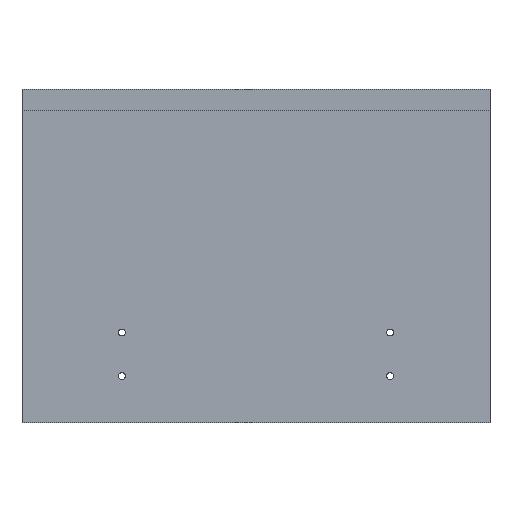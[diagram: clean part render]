
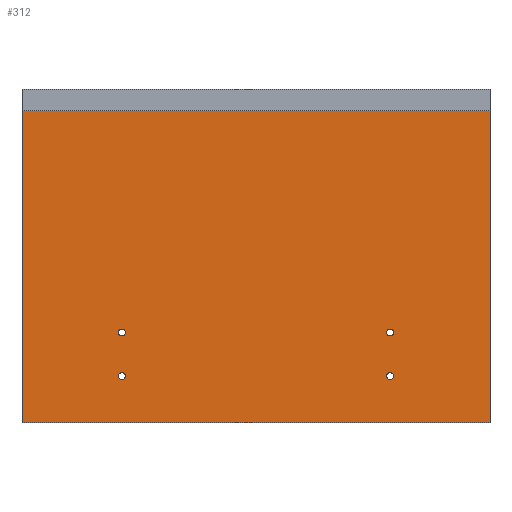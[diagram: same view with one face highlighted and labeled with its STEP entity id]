
A CAD part, front view. The second image highlights one B-rep face of the part: STEP entity #312.
In plain terms, the highlighted planar face has unit normal (0, -1, 0).
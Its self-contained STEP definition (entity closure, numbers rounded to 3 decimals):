
#1=CARTESIAN_POINT('',(43.,0.,-35.));
#2=DIRECTION('',(0.,-1.,0.));
#3=DIRECTION('',(1.,0.,0.));
#4=AXIS2_PLACEMENT_3D('',#1,#2,#3);
#6=CARTESIAN_POINT('',(43.,0.,-35.));
#7=DIRECTION('',(0.,-1.,0.));
#8=DIRECTION('',(-1.,0.,0.));
#9=AXIS2_PLACEMENT_3D('',#6,#7,#8);
#11=CARTESIAN_POINT('',(43.,0.,-21.));
#12=DIRECTION('',(0.,-1.,0.));
#13=DIRECTION('',(1.,0.,0.));
#14=AXIS2_PLACEMENT_3D('',#11,#12,#13);
#16=CARTESIAN_POINT('',(43.,0.,-21.));
#17=DIRECTION('',(0.,-1.,0.));
#18=DIRECTION('',(-1.,0.,0.));
#19=AXIS2_PLACEMENT_3D('',#16,#17,#18);
#21=CARTESIAN_POINT('',(-43.,0.,-35.));
#22=DIRECTION('',(0.,-1.,0.));
#23=DIRECTION('',(1.,0.,0.));
#24=AXIS2_PLACEMENT_3D('',#21,#22,#23);
#26=CARTESIAN_POINT('',(-43.,0.,-35.));
#27=DIRECTION('',(0.,-1.,0.));
#28=DIRECTION('',(-1.,0.,0.));
#29=AXIS2_PLACEMENT_3D('',#26,#27,#28);
#31=CARTESIAN_POINT('',(-43.,0.,-21.));
#32=DIRECTION('',(0.,-1.,0.));
#33=DIRECTION('',(1.,0.,0.));
#34=AXIS2_PLACEMENT_3D('',#31,#32,#33);
#36=CARTESIAN_POINT('',(-43.,0.,-21.));
#37=DIRECTION('',(0.,-1.,0.));
#38=DIRECTION('',(-1.,0.,0.));
#39=AXIS2_PLACEMENT_3D('',#36,#37,#38);
#41=DIRECTION('',(-1.,0.,0.));
#42=VECTOR('',#41,150.);
#43=CARTESIAN_POINT('',(75.,0.,-50.));
#44=LINE('',#43,#42);
#45=DIRECTION('',(1.,0.,0.));
#46=VECTOR('',#45,150.);
#47=CARTESIAN_POINT('',(-75.,0.,50.));
#48=LINE('',#47,#46);
#137=DIRECTION('',(0.,0.,-1.));
#138=VECTOR('',#137,100.);
#139=CARTESIAN_POINT('',(-75.,0.,50.));
#140=LINE('',#139,#138);
#193=DIRECTION('',(0.,0.,1.));
#194=VECTOR('',#193,100.);
#195=CARTESIAN_POINT('',(75.,0.,-50.));
#196=LINE('',#195,#194);
#209=CARTESIAN_POINT('',(44.1,0.,-35.));
#210=CARTESIAN_POINT('',(41.9,0.,-35.));
#211=VERTEX_POINT('',#209);
#212=VERTEX_POINT('',#210);
#213=CARTESIAN_POINT('',(44.1,0.,-21.));
#214=CARTESIAN_POINT('',(41.9,0.,-21.));
#215=VERTEX_POINT('',#213);
#216=VERTEX_POINT('',#214);
#217=CARTESIAN_POINT('',(-41.9,0.,-35.));
#218=CARTESIAN_POINT('',(-44.1,0.,-35.));
#219=VERTEX_POINT('',#217);
#220=VERTEX_POINT('',#218);
#221=CARTESIAN_POINT('',(-41.9,0.,-21.));
#222=CARTESIAN_POINT('',(-44.1,0.,-21.));
#223=VERTEX_POINT('',#221);
#224=VERTEX_POINT('',#222);
#225=CARTESIAN_POINT('',(75.,0.,-50.));
#226=CARTESIAN_POINT('',(-75.,0.,-50.));
#227=VERTEX_POINT('',#225);
#228=VERTEX_POINT('',#226);
#265=CARTESIAN_POINT('',(-75.,0.,50.));
#266=CARTESIAN_POINT('',(75.,0.,50.));
#267=VERTEX_POINT('',#265);
#268=VERTEX_POINT('',#266);
#273=CARTESIAN_POINT('',(0.,0.,0.));
#274=DIRECTION('',(0.,1.,0.));
#275=DIRECTION('',(1.,0.,0.));
#276=AXIS2_PLACEMENT_3D('',#273,#274,#275);
#277=PLANE('',#276);
#279=ORIENTED_EDGE('',*,*,#278,.F.);
#281=ORIENTED_EDGE('',*,*,#280,.T.);
#283=ORIENTED_EDGE('',*,*,#282,.F.);
#285=ORIENTED_EDGE('',*,*,#284,.T.);
#286=EDGE_LOOP('',(#279,#281,#283,#285));
#287=FACE_OUTER_BOUND('',#286,.F.);
#289=ORIENTED_EDGE('',*,*,#288,.T.);
#291=ORIENTED_EDGE('',*,*,#290,.T.);
#292=EDGE_LOOP('',(#289,#291));
#293=FACE_BOUND('',#292,.F.);
#295=ORIENTED_EDGE('',*,*,#294,.T.);
#297=ORIENTED_EDGE('',*,*,#296,.T.);
#298=EDGE_LOOP('',(#295,#297));
#299=FACE_BOUND('',#298,.F.);
#301=ORIENTED_EDGE('',*,*,#300,.T.);
#303=ORIENTED_EDGE('',*,*,#302,.T.);
#304=EDGE_LOOP('',(#301,#303));
#305=FACE_BOUND('',#304,.F.);
#307=ORIENTED_EDGE('',*,*,#306,.T.);
#309=ORIENTED_EDGE('',*,*,#308,.T.);
#310=EDGE_LOOP('',(#307,#309));
#311=FACE_BOUND('',#310,.F.);
#312=ADVANCED_FACE('',(#287,#293,#299,#305,#311),#277,.F.);
#5=CIRCLE('',#4,1.1);
#10=CIRCLE('',#9,1.1);
#15=CIRCLE('',#14,1.1);
#20=CIRCLE('',#19,1.1);
#25=CIRCLE('',#24,1.1);
#30=CIRCLE('',#29,1.1);
#35=CIRCLE('',#34,1.1);
#40=CIRCLE('',#39,1.1);
#278=EDGE_CURVE('',#227,#268,#196,.T.);
#280=EDGE_CURVE('',#227,#228,#44,.T.);
#282=EDGE_CURVE('',#267,#228,#140,.T.);
#284=EDGE_CURVE('',#267,#268,#48,.T.);
#288=EDGE_CURVE('',#215,#216,#15,.T.);
#290=EDGE_CURVE('',#216,#215,#20,.T.);
#294=EDGE_CURVE('',#219,#220,#25,.T.);
#296=EDGE_CURVE('',#220,#219,#30,.T.);
#300=EDGE_CURVE('',#223,#224,#35,.T.);
#302=EDGE_CURVE('',#224,#223,#40,.T.);
#306=EDGE_CURVE('',#211,#212,#5,.T.);
#308=EDGE_CURVE('',#212,#211,#10,.T.);
